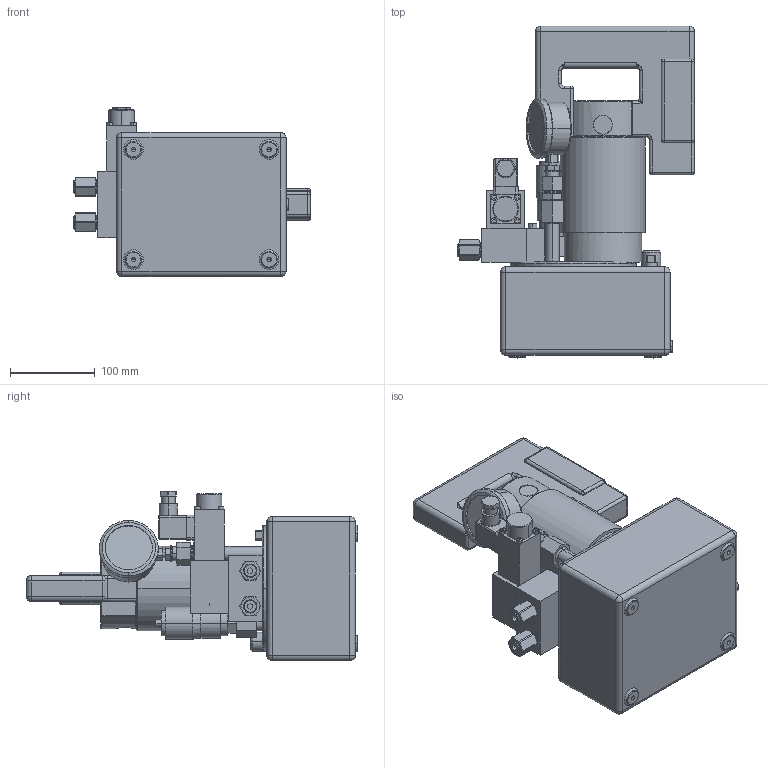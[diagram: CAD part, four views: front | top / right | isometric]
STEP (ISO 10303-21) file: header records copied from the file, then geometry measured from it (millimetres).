
FILE_DESCRIPTION((''),'2;1');
FILE_NAME('ILC55322043','2026-01-07T13:44:06',('AThompson'),(''),'CREO PARAMETRIC BY PTC INC, 2021164','CREO PARAMETRIC BY PTC INC, 2021164','');
FILE_SCHEMA(('CONFIG_CONTROL_DESIGN'));
Length unit declared in the file: inch
Products named in the file (1): ILC55322043
Bounding box: 279.36 x 391.53 x 199.49 mm (x, y, z)
Volume: 6373645.8 mm3; surface area: 358929 mm2
Topology: 1 solids, 3 shells, 726 faces, 1651 edges, 1000 vertices
Faces by surface type: plane 300, cylinder 231, torus 76, cone 70, sphere 32, bspline 17
Entity records: 22819 total; most frequent: CARTESIAN_POINT 6363, DIRECTION 3568, ORIENTED_EDGE 3282, EDGE_CURVE 1641, AXIS2_PLACEMENT_3D 1353, VERTEX_POINT 1000, VECTOR 862, LINE 862
